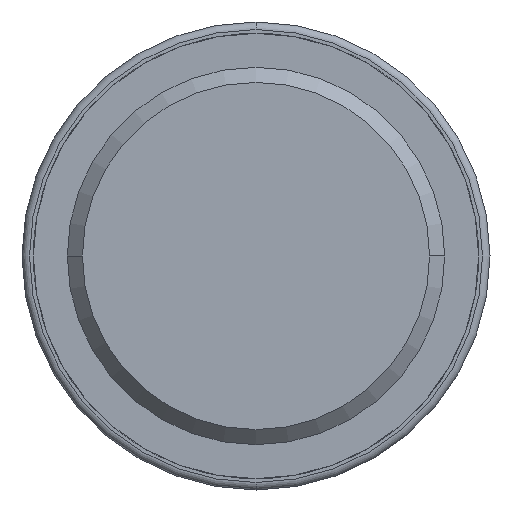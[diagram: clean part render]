
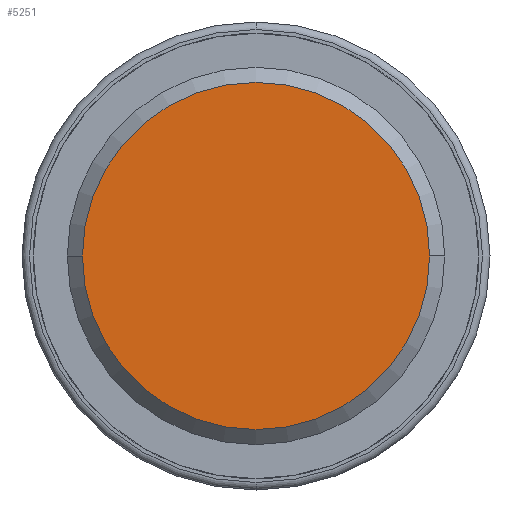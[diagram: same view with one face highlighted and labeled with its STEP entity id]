
A CAD part, front view. The second image highlights one B-rep face of the part: STEP entity #5251.
In plain terms, the highlighted planar face has unit normal (0, -1, 0).
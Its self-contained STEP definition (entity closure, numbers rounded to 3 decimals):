
#1314 = VERTEX_POINT ( 'NONE', #7541 ) ;
#1378 = AXIS2_PLACEMENT_3D ( 'NONE', #8969, #3172, #1492 ) ;
#1492 = DIRECTION ( 'NONE',  ( -1., 0., 0. ) ) ;
#1677 = AXIS2_PLACEMENT_3D ( 'NONE', #6668, #8950, #4901 ) ;
#2025 = EDGE_CURVE ( 'Defeature ausgef�hrt3_118+Defeature ausgef�hrt3_119+Defeature ausgef�hrt3_119+Defeature ausgef�hrt3_119', #1314, #9985, #6085, .T. ) ;
#3172 = DIRECTION ( 'NONE',  ( 0., -1., 0. ) ) ;
#4460 = CIRCLE ( 'NONE', #1677, 2.3 ) ;
#4691 = DIRECTION ( 'NONE',  ( -1., 0., 0. ) ) ;
#4901 = DIRECTION ( 'NONE',  ( -1., 0., 0. ) ) ;
#5176 = ORIENTED_EDGE ( 'NONE', *, *, #10582, .T. ) ;
#5251 = ADVANCED_FACE ( 'Defeature ausgef�hrt3_118', ( #6993 ), #6839, .F. ) ;
#5512 = EDGE_LOOP ( 'NONE', ( #9303, #5176 ) ) ;
#6085 = CIRCLE ( 'NONE', #1378, 2.3 ) ;
#6661 = CARTESIAN_POINT ( 'NONE',  ( 2.3, -49., 0. ) ) ;
#6668 = CARTESIAN_POINT ( 'NONE',  ( 0., -49., 0. ) ) ;
#6821 = AXIS2_PLACEMENT_3D ( 'NONE', #10179, #10599, #4691 ) ;
#6839 = PLANE ( 'NONE',  #6821 ) ;
#6993 = FACE_OUTER_BOUND ( 'NONE', #5512, .T. ) ;
#7541 = CARTESIAN_POINT ( 'NONE',  ( -2.3, -49., 0. ) ) ;
#8950 = DIRECTION ( 'NONE',  ( 0., -1., 0. ) ) ;
#8969 = CARTESIAN_POINT ( 'NONE',  ( 0., -49., 0. ) ) ;
#9303 = ORIENTED_EDGE ( 'NONE', *, *, #2025, .T. ) ;
#9985 = VERTEX_POINT ( 'NONE', #6661 ) ;
#10179 = CARTESIAN_POINT ( 'NONE',  ( 0., -49., 0. ) ) ;
#10582 = EDGE_CURVE ( 'Defeature ausgef�hrt3_118+Defeature ausgef�hrt3_119+Defeature ausgef�hrt3_119+Defeature ausgef�hrt3_119', #9985, #1314, #4460, .T. ) ;
#10599 = DIRECTION ( 'NONE',  ( 0., 1., 0. ) ) ;
